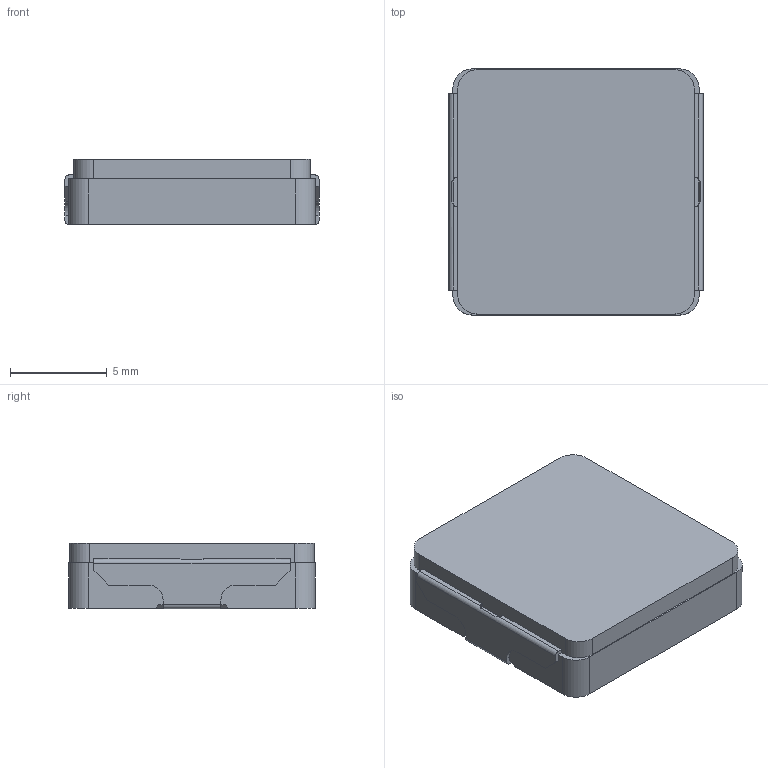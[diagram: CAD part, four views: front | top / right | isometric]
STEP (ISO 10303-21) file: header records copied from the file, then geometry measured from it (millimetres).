
FILE_DESCRIPTION (( 'STEP AP203' ), '1' );
FILE_NAME ('VISHAY_IHLP-5050CE-01.STEP', '2016-09-19T15:41:52', ( '' ), ( '' ), 'SwSTEP 2.0', 'SolidWorks 2016', '' );
FILE_SCHEMA (( 'CONFIG_CONTROL_DESIGN' ));
Length unit declared in the file: millimetre
Products named in the file (1): VISHAY_IHLP-5050CE-01
Bounding box: 13.16 x 12.76 x 3.39 mm (x, y, z)
Volume: 544 mm3; surface area: 500.9 mm2
Topology: 1 solids, 1 shells, 80 faces, 231 edges, 153 vertices
Faces by surface type: plane 56, cylinder 20, bspline 4
Entity records: 2752 total; most frequent: CARTESIAN_POINT 557, ORIENTED_EDGE 462, DIRECTION 417, EDGE_CURVE 231, LINE 183, VECTOR 183, VERTEX_POINT 153, AXIS2_PLACEMENT_3D 117
